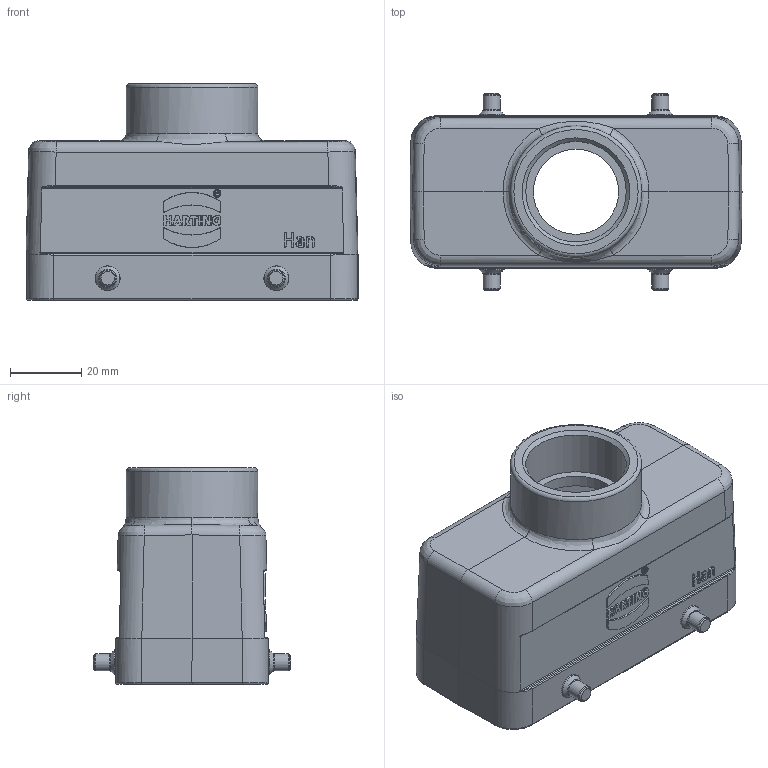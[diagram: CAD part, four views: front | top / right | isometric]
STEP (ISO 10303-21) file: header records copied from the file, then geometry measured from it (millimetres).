
FILE_DESCRIPTION(/* description */ (''),/* implementation_level */ '2;1');
FILE_NAME(/* name */ '100768209ugm000_a.stp',/* time_stamp */ '2018-03-07T13:57:09+01:00',/* author */ (''),/* organization */ (''),/* preprocessor_version */ 'ST-DEVELOPER v16',/* originating_system */ 'SIEMENS PLM Software NX 10.0',/* authorisation */ '');
FILE_SCHEMA (('AUTOMOTIVE_DESIGN { 1 0 10303 214 3 1 1 1 }'));
Length unit declared in the file: millimetre
Products named in the file (1): 100768209ugm000_a
Bounding box: 93.5 x 55.6 x 61 mm (x, y, z)
Volume: 52190 mm3; surface area: 32298.8 mm2
Topology: 1 solids, 1 shells, 414 faces, 1590 edges, 1771 vertices
Faces by surface type: plane 182, bspline 110, cylinder 93, torus 18, cone 11
Full cylindrical faces by diameter (mm): 3 x4, 4 x4, 4.8 x4, 7 x4, 24 x1, 28.3 x1, 37 x1
Entity records: 22507 total; most frequent: CARTESIAN_POINT 7285, ORIENTED_EDGE 1914, DIRECTION 1824, PRESENTATION_STYLE_ASSIGNMENT 992, EDGE_CURVE 957, LINE 648, VECTOR 648, VERTEX_POINT 623
